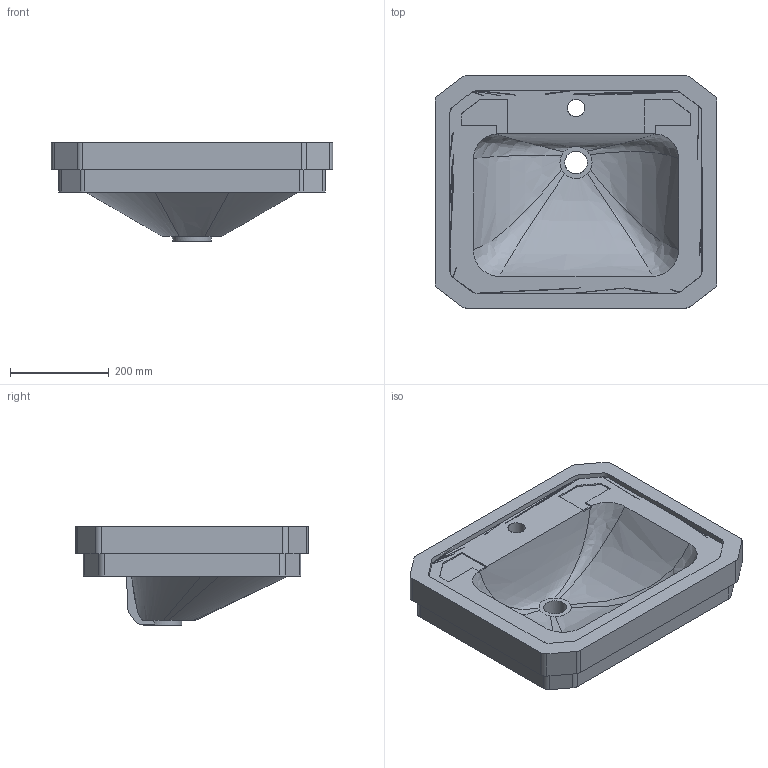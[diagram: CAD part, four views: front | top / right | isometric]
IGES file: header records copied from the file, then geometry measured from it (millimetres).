
Global section: file name: FLY244-1 B12 1TH_3; native system: AutoCAD 2016 - English; preprocessor: Autodesk Translation Framework DWG producer (atf_dwg_producer); organization: unknown; date: 20161003.093918; units: millimetre
Bounding box: 570 x 470 x 200 mm (x, y, z)
Volume: 18677286.4 mm3; surface area: 855629.2 mm2
Topology: 1 solids, 1 shells, 75 faces, 210 edges, 141 vertices
Faces by surface type: bspline 75
